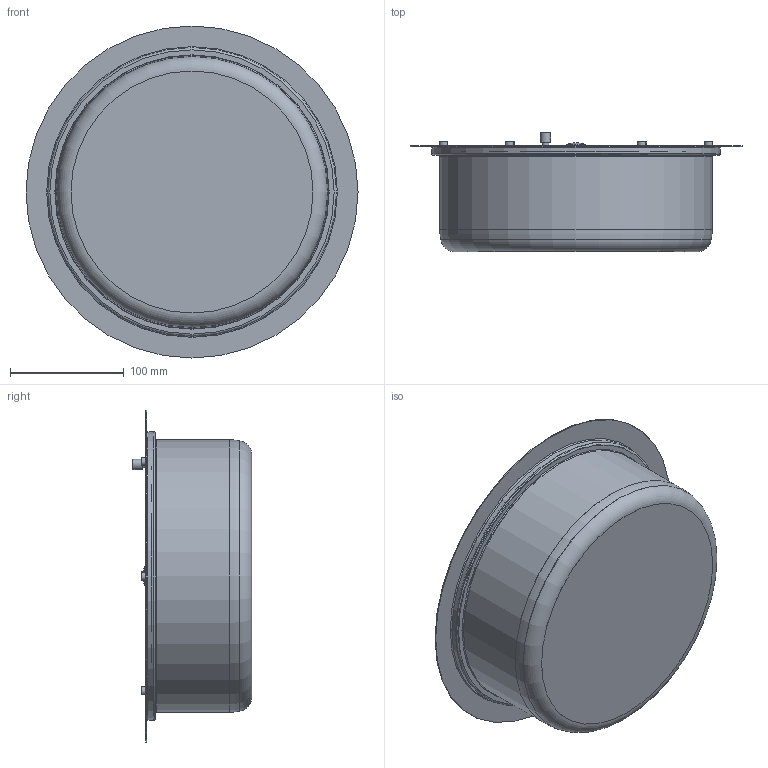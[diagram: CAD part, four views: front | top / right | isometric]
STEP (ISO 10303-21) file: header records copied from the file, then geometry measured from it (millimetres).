
FILE_DESCRIPTION (( 'STEP AP203' ), '1' );
FILE_NAME ('PJ00002-QI.STEP', '2019-05-31T15:23:50', ( '' ), ( '' ), 'SwSTEP 2.0', 'SolidWorks 2019', '' );
FILE_SCHEMA (( 'CONFIG_CONTROL_DESIGN' ));
Length unit declared in the file: millimetre
Products named in the file (20): PT00651-A-A2; PT00828-A-A2; PT01069-A-A2; AS04421-B-01_AS04421-B-01; PT00831-A-A2; PT00660-A-A2; PT00493-C-A2_PT00493-C-A2; PT00993-A-XX; PT00574-A-A2; AS04420-A-01_AS04420-A-01; PT00659-A-A2; PJ00002-QI; PT11138-A-XX_PT11138-AA-XX; PT00656-A-A2_PT00656-A-A2; PT00650-A-A2; PT00658-A-A2; PT00522-D-A2; PT00348-A-A2; PT11785-A-XX; PT00366-C-A2
Assembly tree (32 placements, depth 5):
  PJ00002-QI
    PT00656-A-A2_PT00656-A-A2
    AS04420-A-01_AS04420-A-01
      AS04421-B-01_AS04421-B-01
        PT11138-A-XX_PT11138-AA-XX
          PT00493-C-A2_PT00493-C-A2
          PT00993-A-XX
          PT11785-A-XX
        PT00522-D-A2
        PT00660-A-A2
        PT00658-A-A2  x2
        PT00659-A-A2
        PT00366-C-A2
        PT00574-A-A2
        PT00348-A-A2
        PT00651-A-A2  x2
        PT00650-A-A2
        PT00828-A-A2
        PT01069-A-A2
      PT00831-A-A2  x6
      PT00651-A-A2  x6
Bounding box: 292 x 105 x 292 mm (x, y, z)
Volume: 329758 mm3; surface area: 366928 mm2
Topology: 52 solids, 52 shells, 1837 faces, 4971 edges, 3251 vertices
Faces by surface type: plane 1411, bspline 184, cone 166, cylinder 65, torus 11
Full cylindrical faces by diameter (mm): 3.242 x8, 3.3 x1, 4 x9, 4.3 x1, 4.5 x6, 6 x2, 6.647 x2, 7 x6, 8 x1, 8.4 x1, 8.5 x1, 9 x1, 9.8 x1, 12 x1, 15 x1, 16 x1, 24 x1, 35 x6, 238 x1, 239.6 x1, 251.6 x1, 252 x1, 253.6 x1, 292 x1
Entity records: 56600 total; most frequent: CARTESIAN_POINT 15406, ORIENTED_EDGE 8658, DIRECTION 6782, EDGE_CURVE 4329, VECTOR 3534, LINE 3534, VERTEX_POINT 2896, EDGE_LOOP 1705
